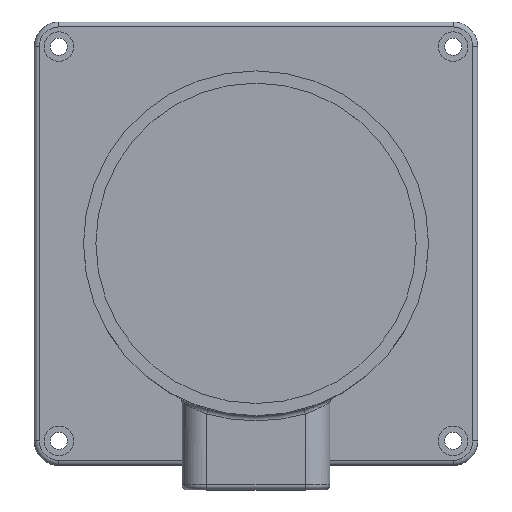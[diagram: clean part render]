
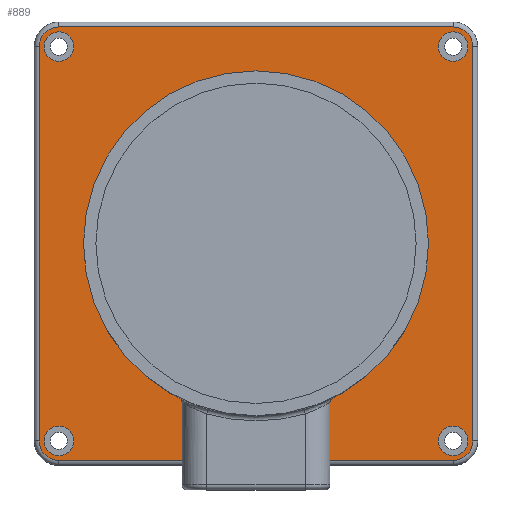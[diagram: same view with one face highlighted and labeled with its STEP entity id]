
A CAD part, top view. The second image highlights one B-rep face of the part: STEP entity #889.
In plain terms, the highlighted planar face has unit normal (0, 0, 1).
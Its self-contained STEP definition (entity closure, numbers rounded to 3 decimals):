
#16=FACE_BOUND('',#283,.T.);
#17=FACE_BOUND('',#284,.T.);
#18=FACE_BOUND('',#285,.T.);
#19=FACE_BOUND('',#286,.T.);
#20=FACE_BOUND('',#287,.T.);
#36=PLANE('',#1006);
#69=LINE('',#1656,#119);
#71=LINE('',#1668,#121);
#73=LINE('',#1680,#123);
#74=LINE('',#1688,#124);
#119=VECTOR('',#1188,10.);
#121=VECTOR('',#1202,10.);
#123=VECTOR('',#1216,10.);
#124=VECTOR('',#1227,10.);
#222=FACE_OUTER_BOUND('',#282,.T.);
#282=EDGE_LOOP('',(#756,#757,#758,#759,#760,#761,#762,#763));
#283=EDGE_LOOP('',(#764));
#284=EDGE_LOOP('',(#765));
#285=EDGE_LOOP('',(#766));
#286=EDGE_LOOP('',(#767));
#287=EDGE_LOOP('',(#768));
#341=CIRCLE('',#949,70.);
#357=CIRCLE('',#978,8.);
#363=CIRCLE('',#986,8.);
#367=CIRCLE('',#992,8.);
#371=CIRCLE('',#998,8.);
#374=CIRCLE('',#1007,6.);
#375=CIRCLE('',#1008,6.);
#376=CIRCLE('',#1009,6.);
#377=CIRCLE('',#1010,6.);
#416=VERTEX_POINT('',#1593);
#429=VERTEX_POINT('',#1644);
#430=VERTEX_POINT('',#1646);
#432=VERTEX_POINT('',#1652);
#434=VERTEX_POINT('',#1658);
#436=VERTEX_POINT('',#1664);
#438=VERTEX_POINT('',#1670);
#440=VERTEX_POINT('',#1676);
#442=VERTEX_POINT('',#1682);
#449=VERTEX_POINT('',#1709);
#450=VERTEX_POINT('',#1711);
#451=VERTEX_POINT('',#1713);
#452=VERTEX_POINT('',#1715);
#505=EDGE_CURVE('',#416,#416,#341,.T.);
#530=EDGE_CURVE('',#429,#430,#357,.T.);
#535=EDGE_CURVE('',#430,#432,#69,.T.);
#538=EDGE_CURVE('',#432,#434,#363,.T.);
#541=EDGE_CURVE('',#434,#436,#71,.T.);
#544=EDGE_CURVE('',#436,#438,#367,.T.);
#547=EDGE_CURVE('',#438,#440,#73,.T.);
#550=EDGE_CURVE('',#440,#442,#371,.T.);
#551=EDGE_CURVE('',#442,#429,#74,.T.);
#562=EDGE_CURVE('',#449,#449,#374,.T.);
#563=EDGE_CURVE('',#450,#450,#375,.T.);
#564=EDGE_CURVE('',#451,#451,#376,.T.);
#565=EDGE_CURVE('',#452,#452,#377,.T.);
#756=ORIENTED_EDGE('',*,*,#530,.F.);
#757=ORIENTED_EDGE('',*,*,#551,.F.);
#758=ORIENTED_EDGE('',*,*,#550,.F.);
#759=ORIENTED_EDGE('',*,*,#547,.F.);
#760=ORIENTED_EDGE('',*,*,#544,.F.);
#761=ORIENTED_EDGE('',*,*,#541,.F.);
#762=ORIENTED_EDGE('',*,*,#538,.F.);
#763=ORIENTED_EDGE('',*,*,#535,.F.);
#764=ORIENTED_EDGE('',*,*,#505,.T.);
#765=ORIENTED_EDGE('',*,*,#562,.T.);
#766=ORIENTED_EDGE('',*,*,#563,.T.);
#767=ORIENTED_EDGE('',*,*,#564,.T.);
#768=ORIENTED_EDGE('',*,*,#565,.T.);
#889=ADVANCED_FACE('',(#222,#16,#17,#18,#19,#20),#36,.T.);
#949=AXIS2_PLACEMENT_3D('',#1595,#1110,#1111);
#978=AXIS2_PLACEMENT_3D('',#1647,#1177,#1178);
#986=AXIS2_PLACEMENT_3D('',#1662,#1195,#1196);
#992=AXIS2_PLACEMENT_3D('',#1674,#1209,#1210);
#998=AXIS2_PLACEMENT_3D('',#1686,#1223,#1224);
#1006=AXIS2_PLACEMENT_3D('',#1708,#1248,#1249);
#1007=AXIS2_PLACEMENT_3D('',#1710,#1250,#1251);
#1008=AXIS2_PLACEMENT_3D('',#1712,#1252,#1253);
#1009=AXIS2_PLACEMENT_3D('',#1714,#1254,#1255);
#1010=AXIS2_PLACEMENT_3D('',#1716,#1256,#1257);
#1110=DIRECTION('center_axis',(0.,0.,-1.));
#1111=DIRECTION('ref_axis',(-1.,0.,0.));
#1177=DIRECTION('center_axis',(0.,0.,-1.));
#1178=DIRECTION('ref_axis',(0.707,-0.707,0.));
#1188=DIRECTION('',(-1.,0.,0.));
#1195=DIRECTION('center_axis',(0.,0.,-1.));
#1196=DIRECTION('ref_axis',(-0.707,-0.707,0.));
#1202=DIRECTION('',(0.,1.,0.));
#1209=DIRECTION('center_axis',(0.,0.,-1.));
#1210=DIRECTION('ref_axis',(-0.707,0.707,0.));
#1216=DIRECTION('',(1.,0.,0.));
#1223=DIRECTION('center_axis',(0.,0.,-1.));
#1224=DIRECTION('ref_axis',(0.707,0.707,0.));
#1227=DIRECTION('',(0.,-1.,0.));
#1248=DIRECTION('center_axis',(0.,0.,1.));
#1249=DIRECTION('ref_axis',(1.,0.,0.));
#1250=DIRECTION('center_axis',(0.,0.,-1.));
#1251=DIRECTION('ref_axis',(1.,0.,0.));
#1252=DIRECTION('center_axis',(0.,0.,-1.));
#1253=DIRECTION('ref_axis',(1.,0.,0.));
#1254=DIRECTION('center_axis',(0.,0.,-1.));
#1255=DIRECTION('ref_axis',(1.,0.,0.));
#1256=DIRECTION('center_axis',(0.,0.,-1.));
#1257=DIRECTION('ref_axis',(1.,0.,0.));
#1593=CARTESIAN_POINT('',(70.,0.,10.));
#1595=CARTESIAN_POINT('Origin',(0.,0.,10.));
#1644=CARTESIAN_POINT('',(88.,-80.,10.));
#1646=CARTESIAN_POINT('',(80.,-88.,10.));
#1647=CARTESIAN_POINT('Origin',(80.,-80.,10.));
#1652=CARTESIAN_POINT('',(-80.,-88.,10.));
#1656=CARTESIAN_POINT('',(-45.,-88.,10.));
#1658=CARTESIAN_POINT('',(-88.,-80.,10.));
#1662=CARTESIAN_POINT('Origin',(-80.,-80.,10.));
#1664=CARTESIAN_POINT('',(-88.,80.,10.));
#1668=CARTESIAN_POINT('',(-88.,45.,10.));
#1670=CARTESIAN_POINT('',(-80.,88.,10.));
#1674=CARTESIAN_POINT('Origin',(-80.,80.,10.));
#1676=CARTESIAN_POINT('',(80.,88.,10.));
#1680=CARTESIAN_POINT('',(45.,88.,10.));
#1682=CARTESIAN_POINT('',(88.,80.,10.));
#1686=CARTESIAN_POINT('Origin',(80.,80.,10.));
#1688=CARTESIAN_POINT('',(88.,-45.,10.));
#1708=CARTESIAN_POINT('Origin',(0.,0.,10.));
#1709=CARTESIAN_POINT('',(-86.,80.,10.));
#1710=CARTESIAN_POINT('Origin',(-80.,80.,10.));
#1711=CARTESIAN_POINT('',(74.,-80.,10.));
#1712=CARTESIAN_POINT('Origin',(80.,-80.,10.));
#1713=CARTESIAN_POINT('',(74.,80.,10.));
#1714=CARTESIAN_POINT('Origin',(80.,80.,10.));
#1715=CARTESIAN_POINT('',(-86.,-80.,10.));
#1716=CARTESIAN_POINT('Origin',(-80.,-80.,10.));
